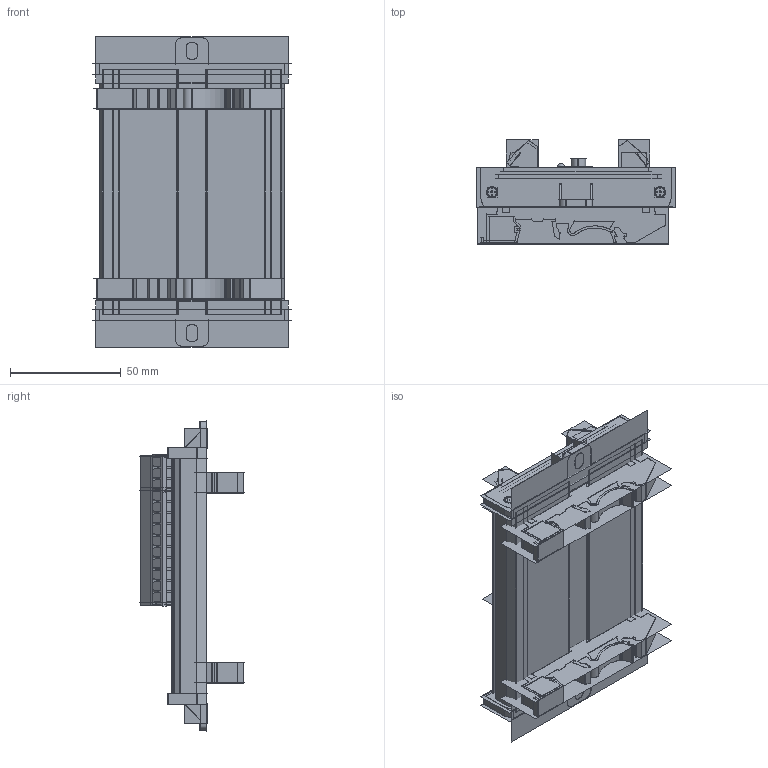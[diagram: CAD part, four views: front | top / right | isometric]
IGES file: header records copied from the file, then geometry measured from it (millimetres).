
Start section:  PTC IGES file: 195130.igs
Global section: file name: 195130.igs; native system: Creo Parametric by Parametric Technology Corporation; preprocessor: 2016010; author: PDMAdmin; organization: Unknown; date: 20160610.075106; units: millimetre
Bounding box: 89.86 x 46.95 x 139.8 mm (x, y, z)
Volume: 106396.5 mm3; surface area: 415265.2 mm2
Topology: 33 solids, 33 shells, 3588 faces, 20159 edges, 27031 vertices
Faces by surface type: bspline 2834, revolution 754
